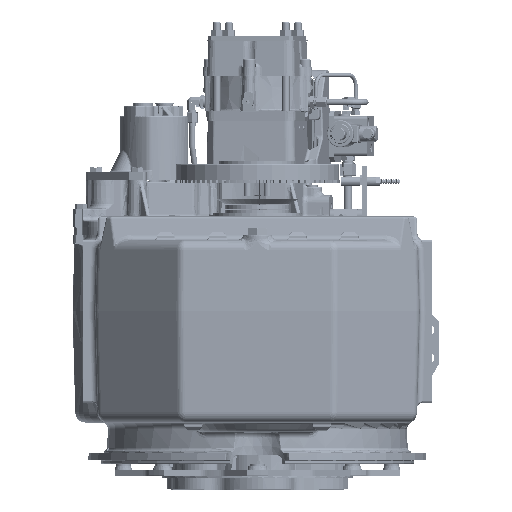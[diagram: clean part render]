
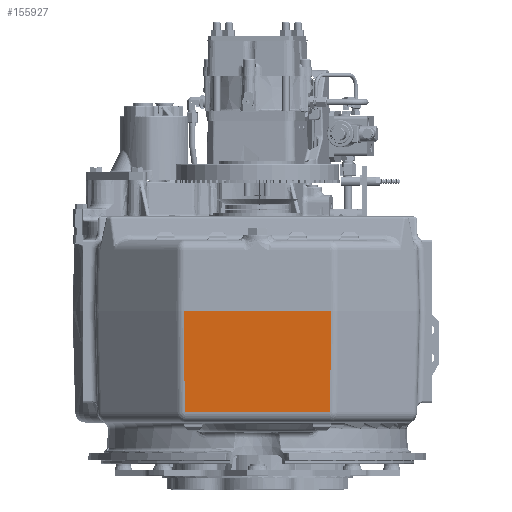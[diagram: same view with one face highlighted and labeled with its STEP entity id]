
A CAD part, front view. The second image highlights one B-rep face of the part: STEP entity #155927.
In plain terms, the highlighted planar face has unit normal (0, -1, -0.026).
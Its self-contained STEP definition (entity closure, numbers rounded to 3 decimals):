
#143607 = CARTESIAN_POINT ( 'NONE',  ( 120.413, -530.265, 243.295 ) ) ;
#143778 = AXIS2_PLACEMENT_3D ( 'NONE', #184078, #184129, #184134 ) ;
#155927 = ADVANCED_FACE ( 'NONE', ( #190798 ), #184082, .T. ) ;
#184078 = CARTESIAN_POINT ( 'NONE',  ( 0., -530.265, 243.295 ) ) ;
#184082 = PLANE ( 'NONE',  #143778 ) ;
#184129 = DIRECTION ( 'NONE',  ( 0., -1., -0.026 ) ) ;
#184134 = DIRECTION ( 'NONE',  ( 0., -0.026, 1. ) ) ;
#190798 = FACE_OUTER_BOUND ( 'NONE', #328784, .T. ) ;
#230039 = CARTESIAN_POINT ( 'NONE',  ( -118.618, -525.933, 77.85 ) ) ;
#230078 = CARTESIAN_POINT ( 'NONE',  ( -120.413, -530.265, 243.295 ) ) ;
#230106 = CARTESIAN_POINT ( 'NONE',  ( 118.618, -525.933, 77.85 ) ) ;
#257253 = ORIENTED_EDGE ( 'NONE', *, *, #633890, .T. ) ;
#257259 = ORIENTED_EDGE ( 'NONE', *, *, #630864, .T. ) ;
#257265 = ORIENTED_EDGE ( 'NONE', *, *, #633734, .T. ) ;
#257271 = ORIENTED_EDGE ( 'NONE', *, *, #630684, .F. ) ;
#328784 = EDGE_LOOP ( 'NONE', ( #257253, #257259, #257265, #257271 ) ) ;
#548376 = LINE ( 'NONE', #644185, #548417 ) ;
#548417 = VECTOR ( 'NONE', #644188, 1000. ) ;
#548549 = VECTOR ( 'NONE', #644912, 1000. ) ;
#548579 = LINE ( 'NONE', #644871, #548549 ) ;
#552038 = VECTOR ( 'NONE', #665948, 1000. ) ;
#552066 = LINE ( 'NONE', #665866, #552038 ) ;
#602365 = VERTEX_POINT ( 'NONE', #230039 ) ;
#602379 = VERTEX_POINT ( 'NONE', #230078 ) ;
#602389 = VERTEX_POINT ( 'NONE', #230106 ) ;
#630684 = EDGE_CURVE ( 'NONE', #602379, #679136, #548376, .T. ) ;
#630864 = EDGE_CURVE ( 'NONE', #602365, #602389, #548579, .T. ) ;
#633734 = EDGE_CURVE ( 'NONE', #602389, #679136, #552066, .T. ) ;
#633890 = EDGE_CURVE ( 'NONE', #602379, #602365, #683845, .T. ) ;
#644185 = CARTESIAN_POINT ( 'NONE',  ( 0., -530.265, 243.295 ) ) ;
#644188 = DIRECTION ( 'NONE',  ( 1., 0., 0. ) ) ;
#644871 = CARTESIAN_POINT ( 'NONE',  ( 0., -525.933, 77.85 ) ) ;
#644912 = DIRECTION ( 'NONE',  ( 1., 0., 0. ) ) ;
#665866 = CARTESIAN_POINT ( 'NONE',  ( 120.399, -530.231, 241.99 ) ) ;
#665948 = DIRECTION ( 'NONE',  ( 0.011, -0.026, 1. ) ) ;
#666395 = CARTESIAN_POINT ( 'NONE',  ( -120.399, -530.231, 241.99 ) ) ;
#666400 = DIRECTION ( 'NONE',  ( 0.011, 0.026, -1. ) ) ;
#679136 = VERTEX_POINT ( 'NONE', #143607 ) ;
#683845 = LINE ( 'NONE', #666395, #683853 ) ;
#683853 = VECTOR ( 'NONE', #666400, 1000. ) ;
